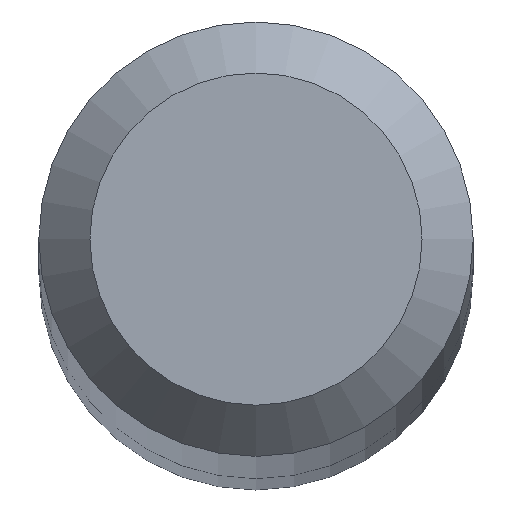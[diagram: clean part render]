
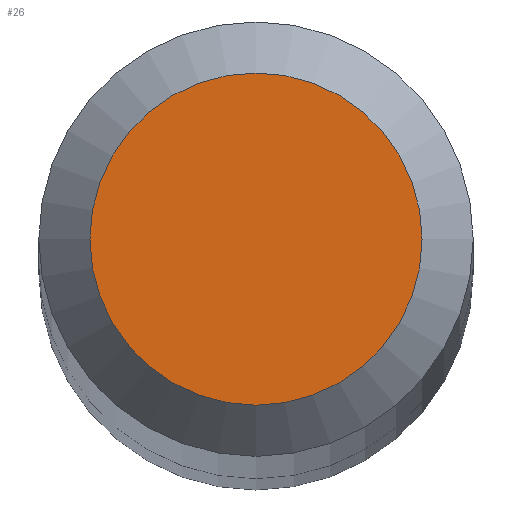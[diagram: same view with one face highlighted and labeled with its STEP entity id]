
A CAD part, top view. The second image highlights one B-rep face of the part: STEP entity #26.
In plain terms, the highlighted planar face has unit normal (0, 0, 1).
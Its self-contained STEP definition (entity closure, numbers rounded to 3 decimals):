
#1 = AXIS2_PLACEMENT_3D ( 'NONE', #152, #31, #195 ) ;
#6 = DIRECTION ( 'NONE',  ( 0., 0., -1. ) ) ;
#18 = ORIENTED_EDGE ( 'NONE', *, *, #38, .F. ) ;
#23 = FACE_OUTER_BOUND ( 'NONE', #155, .T. ) ;
#26 = ADVANCED_FACE ( 'NONE', ( #23 ), #128, .F. ) ;
#31 = DIRECTION ( 'NONE',  ( 0., 0., -1. ) ) ;
#38 = EDGE_CURVE ( 'NONE', #80, #80, #203, .T. ) ;
#44 = CARTESIAN_POINT ( 'NONE',  ( 0., 0.325, 38. ) ) ;
#47 = CARTESIAN_POINT ( 'NONE',  ( 0., 0., 38. ) ) ;
#80 = VERTEX_POINT ( 'NONE', #44 ) ;
#94 = DIRECTION ( 'NONE',  ( 0., 1., 0. ) ) ;
#120 = AXIS2_PLACEMENT_3D ( 'NONE', #47, #6, #94 ) ;
#128 = PLANE ( 'NONE',  #120 ) ;
#152 = CARTESIAN_POINT ( 'NONE',  ( 0., 0., 38. ) ) ;
#155 = EDGE_LOOP ( 'NONE', ( #18 ) ) ;
#195 = DIRECTION ( 'NONE',  ( 0., 1., 0. ) ) ;
#203 = CIRCLE ( 'NONE', #1, 0.325 ) ;
